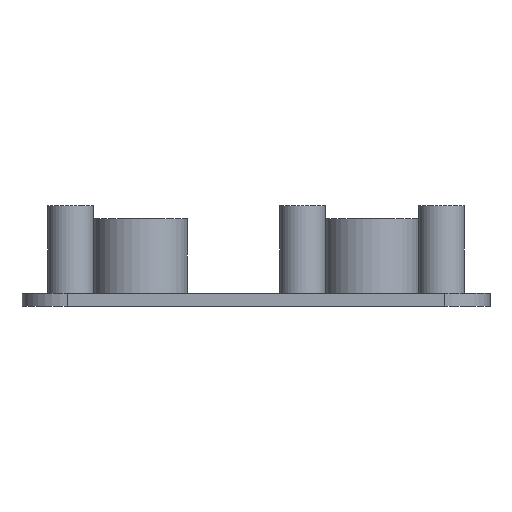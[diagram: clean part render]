
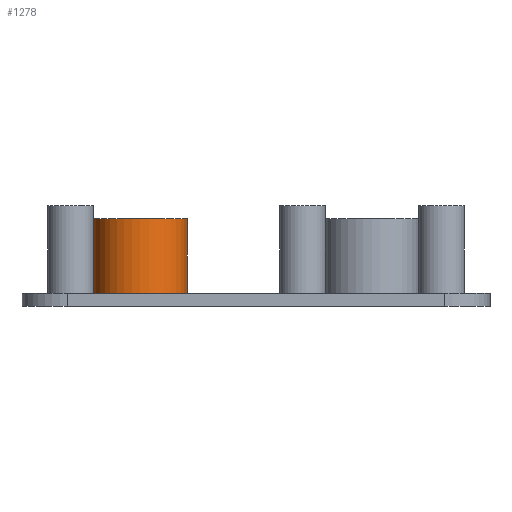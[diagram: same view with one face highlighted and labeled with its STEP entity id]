
A CAD part, front view. The second image highlights one B-rep face of the part: STEP entity #1278.
In plain terms, the highlighted cylindrical face has radius 3.6 mm (diameter 7.2 mm), a full revolution.
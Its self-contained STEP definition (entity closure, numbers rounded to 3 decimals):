
#100 = PLANE('',#101);
#101 = AXIS2_PLACEMENT_3D('',#102,#103,#104);
#102 = CARTESIAN_POINT('',(0.,0.,1.));
#103 = DIRECTION('',(0.,0.,1.));
#104 = DIRECTION('',(1.,0.,-0.));
#685 = EDGE_CURVE('',#686,#686,#688,.T.);
#686 = VERTEX_POINT('',#687);
#687 = CARTESIAN_POINT('',(-5.29,-24.13,1.));
#688 = SURFACE_CURVE('',#689,(#694,#705),.PCURVE_S1.);
#689 = CIRCLE('',#690,3.6);
#690 = AXIS2_PLACEMENT_3D('',#691,#692,#693);
#691 = CARTESIAN_POINT('',(-8.89,-24.13,1.));
#692 = DIRECTION('',(0.,0.,-1.));
#693 = DIRECTION('',(1.,0.,0.));
#694 = PCURVE('',#100,#695);
#695 = DEFINITIONAL_REPRESENTATION('',(#696),#704);
#696 = ( BOUNDED_CURVE() B_SPLINE_CURVE(2,(#697,#698,#699,#700,#701,#702
,#703),.UNSPECIFIED.,.T.,.F.) B_SPLINE_CURVE_WITH_KNOTS((1,2,2,2,2,1),(
    -2.094,0.,2.094,4.189,6.283,
8.378),.UNSPECIFIED.) CURVE() GEOMETRIC_REPRESENTATION_ITEM() 
RATIONAL_B_SPLINE_CURVE((1.,0.5,1.,0.5,1.,0.5,1.)) REPRESENTATION_ITEM(
  '') );
#697 = CARTESIAN_POINT('',(-5.29,-24.13));
#698 = CARTESIAN_POINT('',(-5.29,-30.365));
#699 = CARTESIAN_POINT('',(-10.69,-27.248));
#700 = CARTESIAN_POINT('',(-16.09,-24.13));
#701 = CARTESIAN_POINT('',(-10.69,-21.012));
#702 = CARTESIAN_POINT('',(-5.29,-17.895));
#703 = CARTESIAN_POINT('',(-5.29,-24.13));
#704 = ( GEOMETRIC_REPRESENTATION_CONTEXT(2) 
PARAMETRIC_REPRESENTATION_CONTEXT() REPRESENTATION_CONTEXT('2D SPACE',''
  ) );
#705 = PCURVE('',#706,#711);
#706 = CYLINDRICAL_SURFACE('',#707,3.6);
#707 = AXIS2_PLACEMENT_3D('',#708,#709,#710);
#708 = CARTESIAN_POINT('',(-8.89,-24.13,0.));
#709 = DIRECTION('',(0.,0.,-1.));
#710 = DIRECTION('',(1.,0.,0.));
#711 = DEFINITIONAL_REPRESENTATION('',(#712),#716);
#712 = LINE('',#713,#714);
#713 = CARTESIAN_POINT('',(0.,-1.));
#714 = VECTOR('',#715,1.);
#715 = DIRECTION('',(1.,0.));
#716 = ( GEOMETRIC_REPRESENTATION_CONTEXT(2) 
PARAMETRIC_REPRESENTATION_CONTEXT() REPRESENTATION_CONTEXT('2D SPACE',''
  ) );
#1063 = PLANE('',#1064);
#1064 = AXIS2_PLACEMENT_3D('',#1065,#1066,#1067);
#1065 = CARTESIAN_POINT('',(-8.89,24.13,6.7));
#1066 = DIRECTION('',(-0.,-0.,-1.));
#1067 = DIRECTION('',(-1.,0.,0.));
#1278 = ADVANCED_FACE('',(#1279),#706,.T.);
#1279 = FACE_BOUND('',#1280,.T.);
#1280 = EDGE_LOOP('',(#1281,#1282,#1305,#1327));
#1281 = ORIENTED_EDGE('',*,*,#685,.F.);
#1282 = ORIENTED_EDGE('',*,*,#1283,.T.);
#1283 = EDGE_CURVE('',#686,#1284,#1286,.T.);
#1284 = VERTEX_POINT('',#1285);
#1285 = CARTESIAN_POINT('',(-5.29,-24.13,6.7));
#1286 = SEAM_CURVE('',#1287,(#1291,#1298),.PCURVE_S1.);
#1287 = LINE('',#1288,#1289);
#1288 = CARTESIAN_POINT('',(-5.29,-24.13,0.));
#1289 = VECTOR('',#1290,1.);
#1290 = DIRECTION('',(0.,0.,1.));
#1291 = PCURVE('',#706,#1292);
#1292 = DEFINITIONAL_REPRESENTATION('',(#1293),#1297);
#1293 = LINE('',#1294,#1295);
#1294 = CARTESIAN_POINT('',(6.283,0.));
#1295 = VECTOR('',#1296,1.);
#1296 = DIRECTION('',(0.,-1.));
#1297 = ( GEOMETRIC_REPRESENTATION_CONTEXT(2) 
PARAMETRIC_REPRESENTATION_CONTEXT() REPRESENTATION_CONTEXT('2D SPACE',''
  ) );
#1298 = PCURVE('',#706,#1299);
#1299 = DEFINITIONAL_REPRESENTATION('',(#1300),#1304);
#1300 = LINE('',#1301,#1302);
#1301 = CARTESIAN_POINT('',(0.,0.));
#1302 = VECTOR('',#1303,1.);
#1303 = DIRECTION('',(0.,-1.));
#1304 = ( GEOMETRIC_REPRESENTATION_CONTEXT(2) 
PARAMETRIC_REPRESENTATION_CONTEXT() REPRESENTATION_CONTEXT('2D SPACE',''
  ) );
#1305 = ORIENTED_EDGE('',*,*,#1306,.T.);
#1306 = EDGE_CURVE('',#1284,#1284,#1307,.T.);
#1307 = SURFACE_CURVE('',#1308,(#1313,#1320),.PCURVE_S1.);
#1308 = CIRCLE('',#1309,3.6);
#1309 = AXIS2_PLACEMENT_3D('',#1310,#1311,#1312);
#1310 = CARTESIAN_POINT('',(-8.89,-24.13,6.7));
#1311 = DIRECTION('',(0.,0.,-1.));
#1312 = DIRECTION('',(1.,0.,0.));
#1313 = PCURVE('',#706,#1314);
#1314 = DEFINITIONAL_REPRESENTATION('',(#1315),#1319);
#1315 = LINE('',#1316,#1317);
#1316 = CARTESIAN_POINT('',(0.,-6.7));
#1317 = VECTOR('',#1318,1.);
#1318 = DIRECTION('',(1.,0.));
#1319 = ( GEOMETRIC_REPRESENTATION_CONTEXT(2) 
PARAMETRIC_REPRESENTATION_CONTEXT() REPRESENTATION_CONTEXT('2D SPACE',''
  ) );
#1320 = PCURVE('',#1063,#1321);
#1321 = DEFINITIONAL_REPRESENTATION('',(#1322),#1326);
#1322 = CIRCLE('',#1323,3.6);
#1323 = AXIS2_PLACEMENT_2D('',#1324,#1325);
#1324 = CARTESIAN_POINT('',(0.,-48.26));
#1325 = DIRECTION('',(-1.,0.));
#1326 = ( GEOMETRIC_REPRESENTATION_CONTEXT(2) 
PARAMETRIC_REPRESENTATION_CONTEXT() REPRESENTATION_CONTEXT('2D SPACE',''
  ) );
#1327 = ORIENTED_EDGE('',*,*,#1283,.F.);
